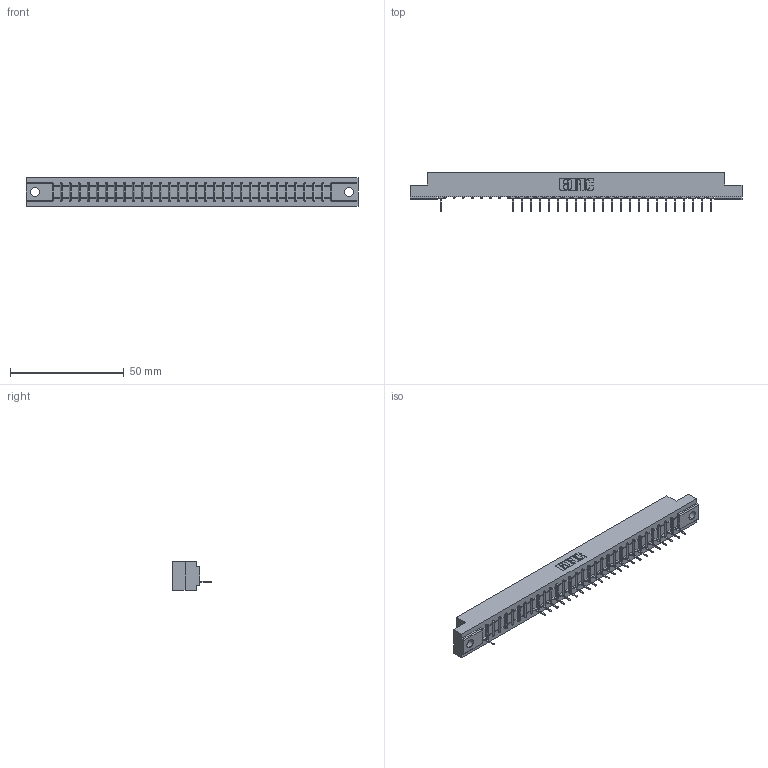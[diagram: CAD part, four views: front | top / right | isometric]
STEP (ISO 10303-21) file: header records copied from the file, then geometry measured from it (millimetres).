
FILE_DESCRIPTION (( 'STEP AP203' ), '1' );
FILE_NAME ('307-031-531-104.STEP', '2018-08-04T20:18:26', ( '' ), ( '' ), 'SwSTEP 2.0', 'SolidWorks 2016', '' );
FILE_SCHEMA (( 'CONFIG_CONTROL_DESIGN' ));
Length unit declared in the file: inch
Products named in the file (3): 307 Part_.156 Dia Mounting Holes; 307-290-001_531; 307-031-531-104
Assembly tree (25 placements, depth 2):
  307-031-531-104
    307 Part_.156 Dia Mounting Holes
    307-290-001_531  x24
Bounding box: 145.85 x 17.42 x 12.7 mm (x, y, z)
Volume: 14826.5 mm3; surface area: 14447.4 mm2
Topology: 25 solids, 25 shells, 1648 faces, 4695 edges, 3010 vertices
Faces by surface type: plane 1056, cylinder 528, sphere 64
Entity records: 28094 total; most frequent: CARTESIAN_POINT 4763, ORIENTED_EDGE 4754, DIRECTION 4623, EDGE_CURVE 2377, VECTOR 1827, LINE 1827, VERTEX_POINT 1538, AXIS2_PLACEMENT_3D 1398
